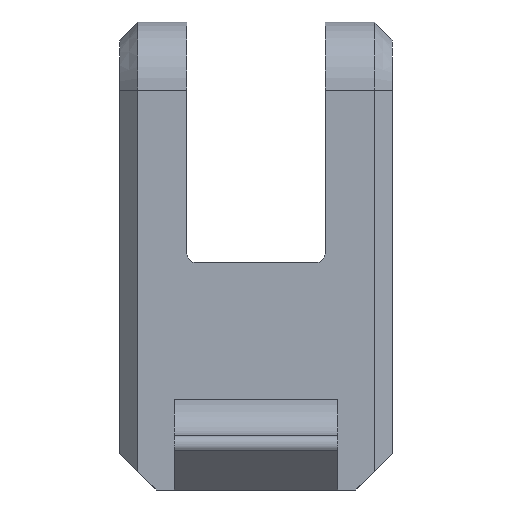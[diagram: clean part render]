
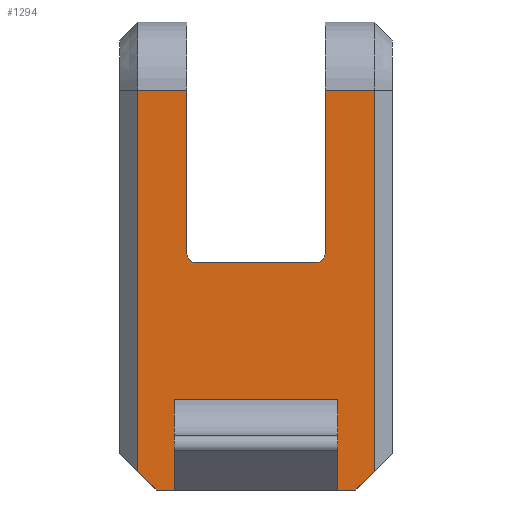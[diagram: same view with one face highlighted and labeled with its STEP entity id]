
A CAD part, front view. The second image highlights one B-rep face of the part: STEP entity #1294.
In plain terms, the highlighted planar face has unit normal (0, -1, 0).
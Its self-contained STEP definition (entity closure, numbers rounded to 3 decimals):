
#62=CARTESIAN_POINT('Vertex',(-13.,-7.5,2.)) ;
#83=CARTESIAN_POINT('Vertex',(-11.,-7.5,0.)) ;
#86=CARTESIAN_POINT('Line Origine',(-13.,-7.5,2.)) ;
#228=CARTESIAN_POINT('Line Origine',(0.,-7.5,44.)) ;
#232=CARTESIAN_POINT('Vertex',(-7.6,-7.5,44.)) ;
#234=CARTESIAN_POINT('Vertex',(-13.,-7.5,44.)) ;
#275=CARTESIAN_POINT('Line Origine',(-7.6,-7.5,35.)) ;
#279=CARTESIAN_POINT('Vertex',(-7.6,-7.5,26.)) ;
#317=CARTESIAN_POINT('Axis2P3D Location',(-6.6,-7.5,26.)) ;
#321=CARTESIAN_POINT('Vertex',(-6.6,-7.5,25.)) ;
#360=CARTESIAN_POINT('Line Origine',(-3.3,-7.5,25.)) ;
#364=CARTESIAN_POINT('Vertex',(0.,-7.5,25.)) ;
#367=CARTESIAN_POINT('Line Origine',(3.3,-7.5,25.)) ;
#371=CARTESIAN_POINT('Vertex',(6.6,-7.5,25.)) ;
#462=CARTESIAN_POINT('Axis2P3D Location',(6.6,-7.5,26.)) ;
#466=CARTESIAN_POINT('Vertex',(7.6,-7.5,26.)) ;
#501=CARTESIAN_POINT('Vertex',(7.6,-7.5,44.)) ;
#504=CARTESIAN_POINT('Line Origine',(0.,-7.5,44.)) ;
#508=CARTESIAN_POINT('Vertex',(13.,-7.5,44.)) ;
#1049=CARTESIAN_POINT('Line Origine',(13.,-7.5,26.1)) ;
#1053=CARTESIAN_POINT('Vertex',(13.,-7.5,2.)) ;
#1072=CARTESIAN_POINT('Line Origine',(7.6,-7.5,35.)) ;
#1093=CARTESIAN_POINT('Line Origine',(-13.,-7.5,26.1)) ;
#1127=CARTESIAN_POINT('Line Origine',(13.,-7.5,2.)) ;
#1131=CARTESIAN_POINT('Vertex',(11.,-7.5,0.)) ;
#1191=CARTESIAN_POINT('Vertex',(9.,-7.5,0.)) ;
#1194=CARTESIAN_POINT('Line Origine',(9.,-7.5,5.)) ;
#1198=CARTESIAN_POINT('Vertex',(9.,-7.5,10.)) ;
#1226=CARTESIAN_POINT('Vertex',(-9.,-7.5,10.)) ;
#1229=CARTESIAN_POINT('Line Origine',(-9.,-7.5,5.)) ;
#1233=CARTESIAN_POINT('Vertex',(-9.,-7.5,0.)) ;
#1255=CARTESIAN_POINT('Axis2P3D Location',(0.,-7.5,44.)) ;
#1260=CARTESIAN_POINT('Line Origine',(0.,-7.5,10.)) ;
#1265=CARTESIAN_POINT('Line Origine',(10.,-7.5,0.)) ;
#1270=CARTESIAN_POINT('Line Origine',(-10.,-7.5,0.)) ;
#87=DIRECTION('Vector Direction',(0.707,0.,-0.707)) ;
#229=DIRECTION('Vector Direction',(1.,0.,0.)) ;
#276=DIRECTION('Vector Direction',(0.,0.,1.)) ;
#318=DIRECTION('Axis2P3D Direction',(0.,-1.,0.)) ;
#361=DIRECTION('Vector Direction',(-1.,0.,0.)) ;
#368=DIRECTION('Vector Direction',(-1.,0.,0.)) ;
#463=DIRECTION('Axis2P3D Direction',(0.,-1.,0.)) ;
#505=DIRECTION('Vector Direction',(1.,0.,0.)) ;
#1050=DIRECTION('Vector Direction',(0.,0.,1.)) ;
#1073=DIRECTION('Vector Direction',(0.,0.,1.)) ;
#1094=DIRECTION('Vector Direction',(0.,0.,1.)) ;
#1128=DIRECTION('Vector Direction',(-0.707,0.,-0.707)) ;
#1195=DIRECTION('Vector Direction',(0.,0.,-1.)) ;
#1230=DIRECTION('Vector Direction',(0.,0.,-1.)) ;
#1256=DIRECTION('Axis2P3D Direction',(0.,1.,0.)) ;
#1257=DIRECTION('Axis2P3D XDirection',(0.,0.,-1.)) ;
#1261=DIRECTION('Vector Direction',(-1.,0.,0.)) ;
#1266=DIRECTION('Vector Direction',(-1.,0.,0.)) ;
#1271=DIRECTION('Vector Direction',(-1.,0.,0.)) ;
#319=AXIS2_PLACEMENT_3D('Circle Axis2P3D',#317,#318,$) ;
#464=AXIS2_PLACEMENT_3D('Circle Axis2P3D',#462,#463,$) ;
#1258=AXIS2_PLACEMENT_3D('Plane Axis2P3D',#1255,#1256,#1257) ;
#1276=ORIENTED_EDGE('',*,*,#1264,.T.) ;
#1277=ORIENTED_EDGE('',*,*,#1200,.T.) ;
#1278=ORIENTED_EDGE('',*,*,#1269,.F.) ;
#1279=ORIENTED_EDGE('',*,*,#1133,.F.) ;
#1280=ORIENTED_EDGE('',*,*,#1055,.F.) ;
#1281=ORIENTED_EDGE('',*,*,#510,.T.) ;
#1282=ORIENTED_EDGE('',*,*,#1076,.F.) ;
#1283=ORIENTED_EDGE('',*,*,#468,.T.) ;
#1284=ORIENTED_EDGE('',*,*,#373,.T.) ;
#1285=ORIENTED_EDGE('',*,*,#366,.T.) ;
#1286=ORIENTED_EDGE('',*,*,#323,.T.) ;
#1287=ORIENTED_EDGE('',*,*,#281,.T.) ;
#1288=ORIENTED_EDGE('',*,*,#236,.T.) ;
#1289=ORIENTED_EDGE('',*,*,#1097,.T.) ;
#1290=ORIENTED_EDGE('',*,*,#90,.F.) ;
#1291=ORIENTED_EDGE('',*,*,#1274,.F.) ;
#1292=ORIENTED_EDGE('',*,*,#1235,.T.) ;
#88=VECTOR('Line Direction',#87,1.) ;
#230=VECTOR('Line Direction',#229,1.) ;
#277=VECTOR('Line Direction',#276,1.) ;
#362=VECTOR('Line Direction',#361,1.) ;
#369=VECTOR('Line Direction',#368,1.) ;
#506=VECTOR('Line Direction',#505,1.) ;
#1051=VECTOR('Line Direction',#1050,1.) ;
#1074=VECTOR('Line Direction',#1073,1.) ;
#1095=VECTOR('Line Direction',#1094,1.) ;
#1129=VECTOR('Line Direction',#1128,1.) ;
#1196=VECTOR('Line Direction',#1195,1.) ;
#1231=VECTOR('Line Direction',#1230,1.) ;
#1262=VECTOR('Line Direction',#1261,1.) ;
#1267=VECTOR('Line Direction',#1266,1.) ;
#1272=VECTOR('Line Direction',#1271,1.) ;
#1294=ADVANCED_FACE('Corps principal',(#1293),#1259,.F.) ;
#320=CIRCLE('generated circle',#319,1.) ;
#465=CIRCLE('generated circle',#464,1.) ;
#90=EDGE_CURVE('',#84,#63,#89,.F.) ;
#236=EDGE_CURVE('',#233,#235,#231,.F.) ;
#281=EDGE_CURVE('',#280,#233,#278,.T.) ;
#323=EDGE_CURVE('',#322,#280,#320,.F.) ;
#366=EDGE_CURVE('',#365,#322,#363,.T.) ;
#373=EDGE_CURVE('',#372,#365,#370,.T.) ;
#468=EDGE_CURVE('',#467,#372,#465,.F.) ;
#510=EDGE_CURVE('',#509,#502,#507,.F.) ;
#1055=EDGE_CURVE('',#509,#1054,#1052,.F.) ;
#1076=EDGE_CURVE('',#467,#502,#1075,.T.) ;
#1097=EDGE_CURVE('',#235,#63,#1096,.F.) ;
#1133=EDGE_CURVE('',#1054,#1132,#1130,.T.) ;
#1200=EDGE_CURVE('',#1199,#1192,#1197,.T.) ;
#1235=EDGE_CURVE('',#1234,#1227,#1232,.F.) ;
#1264=EDGE_CURVE('',#1227,#1199,#1263,.F.) ;
#1269=EDGE_CURVE('',#1132,#1192,#1268,.T.) ;
#1274=EDGE_CURVE('',#1234,#84,#1273,.T.) ;
#1275=EDGE_LOOP('',(#1276,#1277,#1278,#1279,#1280,#1281,#1282,#1283,#1284,#1285,#1286,#1287,#1288,#1289,#1290,#1291,#1292)) ;
#1293=FACE_OUTER_BOUND('',#1275,.T.) ;
#89=LINE('Line',#86,#88) ;
#231=LINE('Line',#228,#230) ;
#278=LINE('Line',#275,#277) ;
#363=LINE('Line',#360,#362) ;
#370=LINE('Line',#367,#369) ;
#507=LINE('Line',#504,#506) ;
#1052=LINE('Line',#1049,#1051) ;
#1075=LINE('Line',#1072,#1074) ;
#1096=LINE('Line',#1093,#1095) ;
#1130=LINE('Line',#1127,#1129) ;
#1197=LINE('Line',#1194,#1196) ;
#1232=LINE('Line',#1229,#1231) ;
#1263=LINE('Line',#1260,#1262) ;
#1268=LINE('Line',#1265,#1267) ;
#1273=LINE('Line',#1270,#1272) ;
#1259=PLANE('',#1258) ;
#63=VERTEX_POINT('',#62) ;
#84=VERTEX_POINT('',#83) ;
#233=VERTEX_POINT('',#232) ;
#235=VERTEX_POINT('',#234) ;
#280=VERTEX_POINT('',#279) ;
#322=VERTEX_POINT('',#321) ;
#365=VERTEX_POINT('',#364) ;
#372=VERTEX_POINT('',#371) ;
#467=VERTEX_POINT('',#466) ;
#502=VERTEX_POINT('',#501) ;
#509=VERTEX_POINT('',#508) ;
#1054=VERTEX_POINT('',#1053) ;
#1132=VERTEX_POINT('',#1131) ;
#1192=VERTEX_POINT('',#1191) ;
#1199=VERTEX_POINT('',#1198) ;
#1227=VERTEX_POINT('',#1226) ;
#1234=VERTEX_POINT('',#1233) ;
